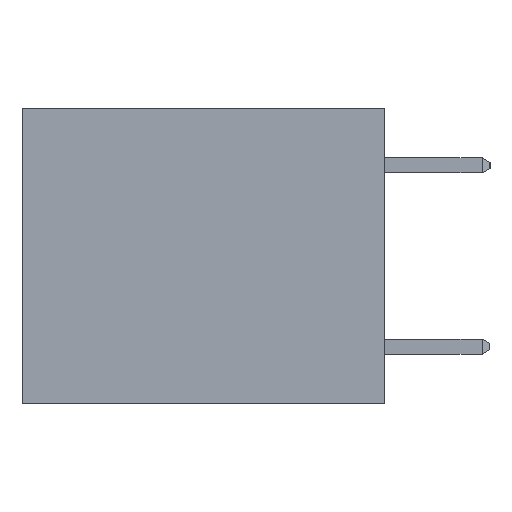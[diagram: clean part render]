
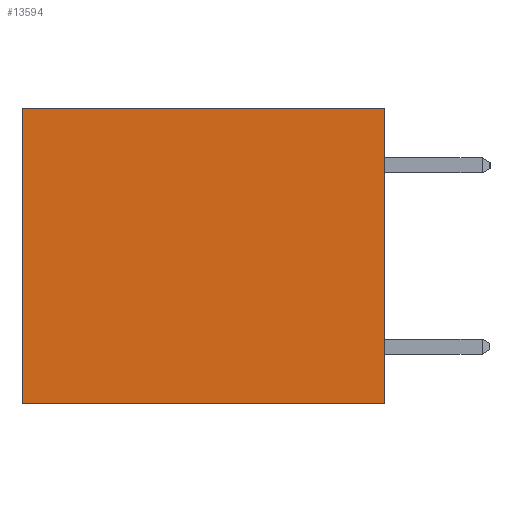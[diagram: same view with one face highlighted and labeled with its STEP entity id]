
A CAD part, left-side view. The second image highlights one B-rep face of the part: STEP entity #13594.
In plain terms, the highlighted planar face has unit normal (-1, 0, 0).
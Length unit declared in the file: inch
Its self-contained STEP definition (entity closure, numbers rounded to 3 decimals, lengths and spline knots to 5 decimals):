
#192 = CARTESIAN_POINT ( 'NONE',  ( 0.3165, 0.6, -0.49 ) ) ;
#459 = LINE ( 'NONE', #192, #5836 ) ;
#733 = DIRECTION ( 'NONE',  ( 0., 0., -1. ) ) ;
#1919 = DIRECTION ( 'NONE',  ( 0., 1., 0. ) ) ;
#2336 = CARTESIAN_POINT ( 'NONE',  ( 0.3165, 0., 0. ) ) ;
#2447 = VECTOR ( 'NONE', #733, 39.37008 ) ;
#4171 = CARTESIAN_POINT ( 'NONE',  ( 0.3165, 0.6, 0. ) ) ;
#5142 = ORIENTED_EDGE ( 'NONE', *, *, #11465, .F. ) ;
#5399 = AXIS2_PLACEMENT_3D ( 'NONE', #16155, #6108, #6050 ) ;
#5465 = DIRECTION ( 'NONE',  ( 0., 1., 0. ) ) ;
#5836 = VECTOR ( 'NONE', #14256, 39.37008 ) ;
#6050 = DIRECTION ( 'NONE',  ( 0., 0., -1. ) ) ;
#6108 = DIRECTION ( 'NONE',  ( 1., 0., 0. ) ) ;
#6877 = LINE ( 'NONE', #13535, #12852 ) ;
#7571 = VERTEX_POINT ( 'NONE', #12468 ) ;
#7611 = ORIENTED_EDGE ( 'NONE', *, *, #12150, .T. ) ;
#9273 = EDGE_LOOP ( 'NONE', ( #7611, #10547, #5142, #14434 ) ) ;
#9575 = CARTESIAN_POINT ( 'NONE',  ( 0.3165, 0., -0.49 ) ) ;
#10233 = VERTEX_POINT ( 'NONE', #4171 ) ;
#10494 = EDGE_CURVE ( 'NONE', #12874, #10233, #12416, .T. ) ;
#10545 = CARTESIAN_POINT ( 'NONE',  ( 0.3165, 0., 0. ) ) ;
#10547 = ORIENTED_EDGE ( 'NONE', *, *, #16324, .F. ) ;
#11465 = EDGE_CURVE ( 'NONE', #12874, #13983, #15770, .T. ) ;
#12150 = EDGE_CURVE ( 'NONE', #10233, #7571, #459, .T. ) ;
#12416 = LINE ( 'NONE', #10545, #12612 ) ;
#12468 = CARTESIAN_POINT ( 'NONE',  ( 0.3165, 0.6, -0.49 ) ) ;
#12612 = VECTOR ( 'NONE', #5465, 39.37008 ) ;
#12852 = VECTOR ( 'NONE', #1919, 39.37008 ) ;
#12874 = VERTEX_POINT ( 'NONE', #2336 ) ;
#13231 = CARTESIAN_POINT ( 'NONE',  ( 0.3165, 0., -0.49 ) ) ;
#13535 = CARTESIAN_POINT ( 'NONE',  ( 0.3165, 0., -0.49 ) ) ;
#13594 = ADVANCED_FACE ( 'NONE', ( #15346 ), #13744, .F. ) ;
#13744 = PLANE ( 'NONE',  #5399 ) ;
#13983 = VERTEX_POINT ( 'NONE', #13231 ) ;
#14256 = DIRECTION ( 'NONE',  ( 0., 0., -1. ) ) ;
#14434 = ORIENTED_EDGE ( 'NONE', *, *, #10494, .T. ) ;
#15346 = FACE_OUTER_BOUND ( 'NONE', #9273, .T. ) ;
#15770 = LINE ( 'NONE', #9575, #2447 ) ;
#16155 = CARTESIAN_POINT ( 'NONE',  ( 0.3165, 0., -0.49 ) ) ;
#16324 = EDGE_CURVE ( 'NONE', #13983, #7571, #6877, .T. ) ;
